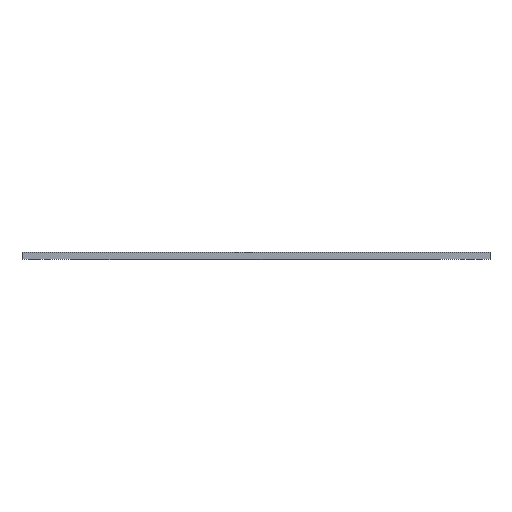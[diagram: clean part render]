
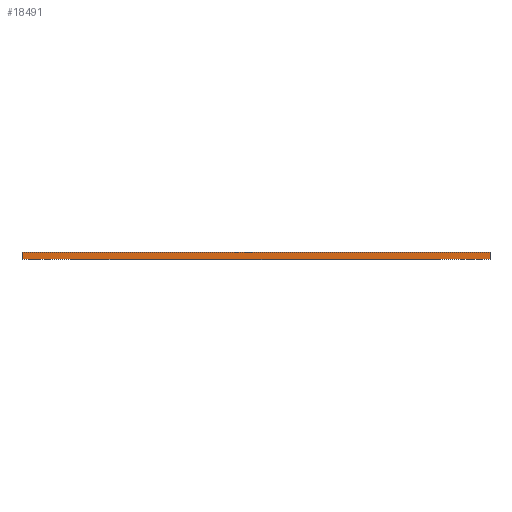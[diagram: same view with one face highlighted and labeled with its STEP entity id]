
A CAD part, front view. The second image highlights one B-rep face of the part: STEP entity #18491.
In plain terms, the highlighted planar face has unit normal (0, -1, 0).
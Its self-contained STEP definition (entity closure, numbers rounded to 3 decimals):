
#18491 = ADVANCED_FACE('',(#18492),#18526,.T.);
#18492 = FACE_BOUND('',#18493,.T.);
#18493 = EDGE_LOOP('',(#18494,#18504,#18512,#18520));
#18494 = ORIENTED_EDGE('',*,*,#18495,.T.);
#18495 = EDGE_CURVE('',#18496,#18498,#18500,.T.);
#18496 = VERTEX_POINT('',#18497);
#18497 = CARTESIAN_POINT('',(50.,-42.62,0.));
#18498 = VERTEX_POINT('',#18499);
#18499 = CARTESIAN_POINT('',(50.,-42.62,1.51));
#18500 = LINE('',#18501,#18502);
#18501 = CARTESIAN_POINT('',(50.,-42.62,0.));
#18502 = VECTOR('',#18503,1.);
#18503 = DIRECTION('',(0.,0.,1.));
#18504 = ORIENTED_EDGE('',*,*,#18505,.T.);
#18505 = EDGE_CURVE('',#18498,#18506,#18508,.T.);
#18506 = VERTEX_POINT('',#18507);
#18507 = CARTESIAN_POINT('',(-50.,-42.62,1.51));
#18508 = LINE('',#18509,#18510);
#18509 = CARTESIAN_POINT('',(50.,-42.62,1.51));
#18510 = VECTOR('',#18511,1.);
#18511 = DIRECTION('',(-1.,0.,0.));
#18512 = ORIENTED_EDGE('',*,*,#18513,.F.);
#18513 = EDGE_CURVE('',#18514,#18506,#18516,.T.);
#18514 = VERTEX_POINT('',#18515);
#18515 = CARTESIAN_POINT('',(-50.,-42.62,0.));
#18516 = LINE('',#18517,#18518);
#18517 = CARTESIAN_POINT('',(-50.,-42.62,0.));
#18518 = VECTOR('',#18519,1.);
#18519 = DIRECTION('',(0.,0.,1.));
#18520 = ORIENTED_EDGE('',*,*,#18521,.F.);
#18521 = EDGE_CURVE('',#18496,#18514,#18522,.T.);
#18522 = LINE('',#18523,#18524);
#18523 = CARTESIAN_POINT('',(50.,-42.62,0.));
#18524 = VECTOR('',#18525,1.);
#18525 = DIRECTION('',(-1.,0.,0.));
#18526 = PLANE('',#18527);
#18527 = AXIS2_PLACEMENT_3D('',#18528,#18529,#18530);
#18528 = CARTESIAN_POINT('',(50.,-42.62,0.));
#18529 = DIRECTION('',(0.,-1.,0.));
#18530 = DIRECTION('',(-1.,0.,0.));
